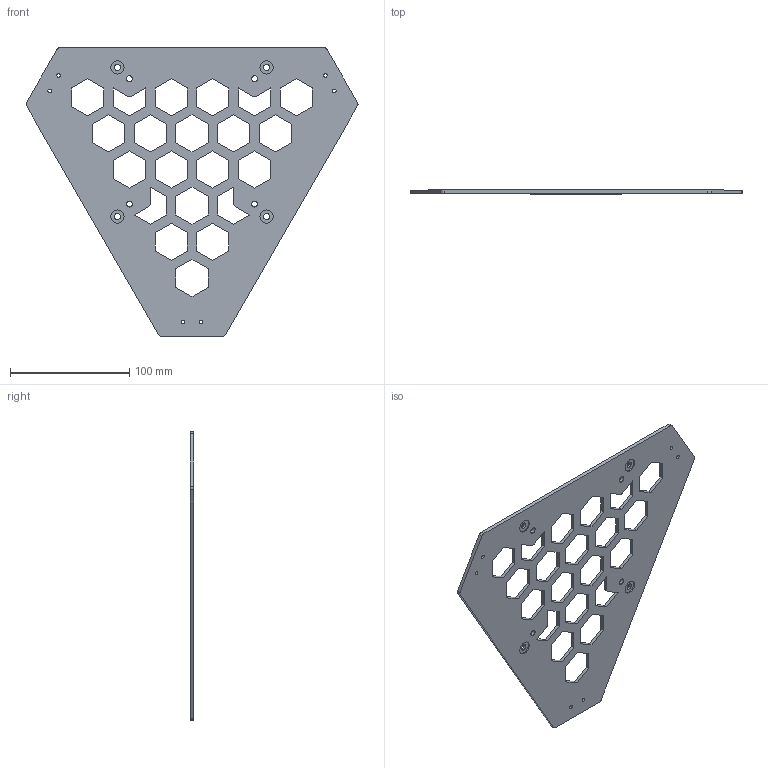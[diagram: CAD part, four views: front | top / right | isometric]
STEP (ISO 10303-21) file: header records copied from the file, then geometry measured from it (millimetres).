
FILE_DESCRIPTION (( 'STEP AP214' ), '1' );
FILE_NAME ('Metal_Top.STEP', '2023-07-01T18:17:49', ( '' ), ( '' ), 'SwSTEP 2.0', 'SolidWorks 2021', '' );
FILE_SCHEMA (( 'AUTOMOTIVE_DESIGN' ));
Length unit declared in the file: millimetre
Products named in the file (1): Metal_Top
Bounding box: 278.31 x 3 x 241.83 mm (x, y, z)
Volume: 95001.8 mm3; surface area: 72553.5 mm2
Topology: 1 solids, 1 shells, 184 faces, 534 edges, 356 vertices
Faces by surface type: plane 138, cylinder 46
Entity records: 6204 total; most frequent: CARTESIAN_POINT 1075, ORIENTED_EDGE 1068, DIRECTION 996, EDGE_CURVE 534, VECTOR 442, LINE 442, VERTEX_POINT 356, AXIS2_PLACEMENT_3D 277
